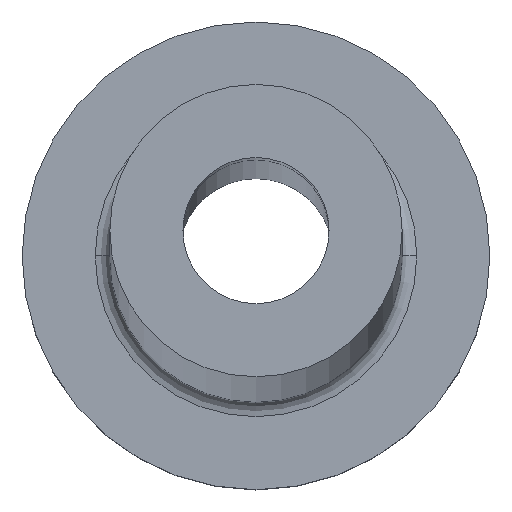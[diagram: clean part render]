
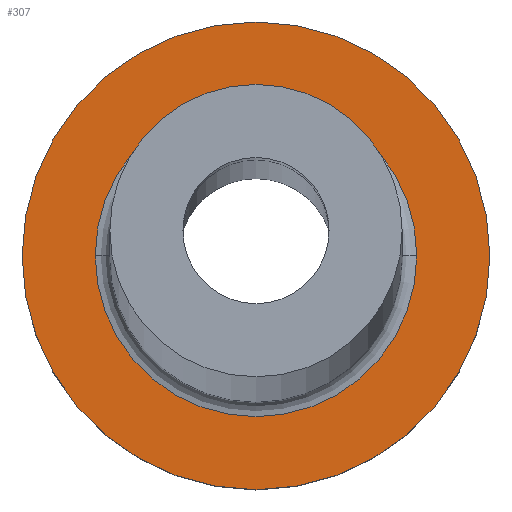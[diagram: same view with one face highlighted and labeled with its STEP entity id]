
A CAD part, top view. The second image highlights one B-rep face of the part: STEP entity #307.
In plain terms, the highlighted planar face has unit normal (0, 0, 1).
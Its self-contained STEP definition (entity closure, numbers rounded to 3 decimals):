
#15 = VERTEX_POINT ( 'NONE', #176 ) ;
#23 = EDGE_CURVE ( 'NONE', #48, #125, #61, .T. ) ;
#42 = DIRECTION ( 'NONE',  ( 1., 0., 0. ) ) ;
#48 = VERTEX_POINT ( 'NONE', #140 ) ;
#51 = ORIENTED_EDGE ( 'NONE', *, *, #407, .T. ) ;
#55 = CARTESIAN_POINT ( 'NONE',  ( -8., 0., 5. ) ) ;
#59 = AXIS2_PLACEMENT_3D ( 'NONE', #379, #340, #305 ) ;
#61 = CIRCLE ( 'NONE', #283, 5.5 ) ;
#77 = CARTESIAN_POINT ( 'NONE',  ( 0., 0., 5. ) ) ;
#87 = DIRECTION ( 'NONE',  ( 1., 0., 0. ) ) ;
#102 = CARTESIAN_POINT ( 'NONE',  ( 0., 0., 5. ) ) ;
#107 = DIRECTION ( 'NONE',  ( 0., 0., -1. ) ) ;
#125 = VERTEX_POINT ( 'NONE', #443 ) ;
#140 = CARTESIAN_POINT ( 'NONE',  ( 5.5, 0., 5. ) ) ;
#162 = DIRECTION ( 'NONE',  ( 0., 0., 1. ) ) ;
#164 = FACE_OUTER_BOUND ( 'NONE', #234, .T. ) ;
#176 = CARTESIAN_POINT ( 'NONE',  ( 8., 0., 5. ) ) ;
#185 = ORIENTED_EDGE ( 'NONE', *, *, #453, .T. ) ;
#192 = AXIS2_PLACEMENT_3D ( 'NONE', #77, #218, #358 ) ;
#199 = FACE_BOUND ( 'NONE', #253, .T. ) ;
#200 = CIRCLE ( 'NONE', #59, 5.5 ) ;
#218 = DIRECTION ( 'NONE',  ( 0., 0., 1. ) ) ;
#230 = AXIS2_PLACEMENT_3D ( 'NONE', #343, #162, #87 ) ;
#234 = EDGE_LOOP ( 'NONE', ( #51, #185 ) ) ;
#245 = CIRCLE ( 'NONE', #192, 8. ) ;
#253 = EDGE_LOOP ( 'NONE', ( #329, #324 ) ) ;
#256 = CIRCLE ( 'NONE', #302, 8. ) ;
#283 = AXIS2_PLACEMENT_3D ( 'NONE', #102, #107, #42 ) ;
#288 = EDGE_CURVE ( 'NONE', #125, #48, #200, .T. ) ;
#298 = PLANE ( 'NONE',  #230 ) ;
#302 = AXIS2_PLACEMENT_3D ( 'NONE', #424, #313, #459 ) ;
#305 = DIRECTION ( 'NONE',  ( 1., 0., 0. ) ) ;
#307 = ADVANCED_FACE ( 'NONE', ( #199, #164 ), #298, .T. ) ;
#313 = DIRECTION ( 'NONE',  ( 0., 0., 1. ) ) ;
#324 = ORIENTED_EDGE ( 'NONE', *, *, #288, .T. ) ;
#329 = ORIENTED_EDGE ( 'NONE', *, *, #23, .T. ) ;
#340 = DIRECTION ( 'NONE',  ( 0., 0., -1. ) ) ;
#343 = CARTESIAN_POINT ( 'NONE',  ( 0., 0., 5. ) ) ;
#358 = DIRECTION ( 'NONE',  ( 1., 0., 0. ) ) ;
#379 = CARTESIAN_POINT ( 'NONE',  ( 0., 0., 5. ) ) ;
#407 = EDGE_CURVE ( 'NONE', #415, #15, #256, .T. ) ;
#415 = VERTEX_POINT ( 'NONE', #55 ) ;
#424 = CARTESIAN_POINT ( 'NONE',  ( 0., 0., 5. ) ) ;
#443 = CARTESIAN_POINT ( 'NONE',  ( -5.5, 0., 5. ) ) ;
#453 = EDGE_CURVE ( 'NONE', #15, #415, #245, .T. ) ;
#459 = DIRECTION ( 'NONE',  ( 1., 0., 0. ) ) ;
